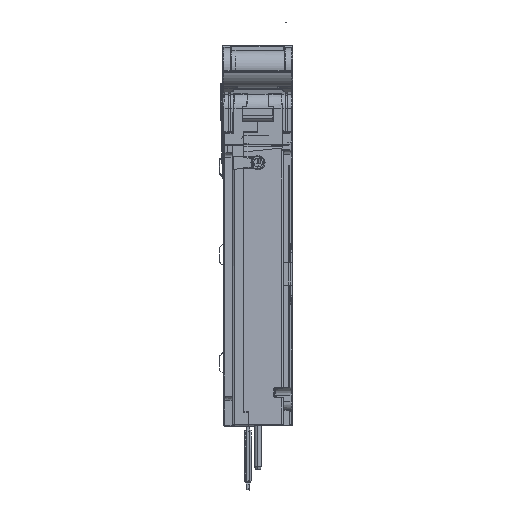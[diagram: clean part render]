
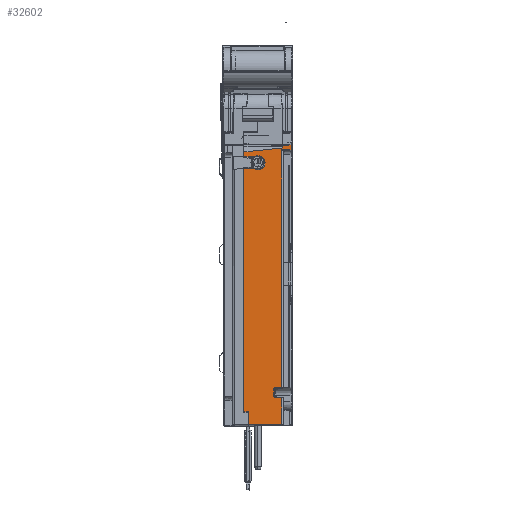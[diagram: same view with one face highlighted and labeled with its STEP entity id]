
A CAD part, left-side view. The second image highlights one B-rep face of the part: STEP entity #32602.
In plain terms, the highlighted planar face has unit normal (-1, -0.009, 0).
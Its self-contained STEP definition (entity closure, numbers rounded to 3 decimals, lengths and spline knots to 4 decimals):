
#29418=CARTESIAN_POINT('',(-1.6091,3.7479,
-5.44));
#29420=DIRECTION('',(-0.009,1.,-0.009));
#29421=VECTOR('',#29420,0.9453);
#29422=CARTESIAN_POINT('',(-1.6009,2.8027,
-5.4317));
#29423=LINE('',#29422,#29421);
#29424=DIRECTION('',(0.,0.,1.));
#29425=VECTOR('',#29424,0.3554);
#29426=CARTESIAN_POINT('',(-1.6091,3.7479,
-5.44));
#29427=LINE('',#29426,#29425);
#29428=DIRECTION('',(-0.009,1.,0.017));
#29429=VECTOR('',#29428,0.1181);
#29430=CARTESIAN_POINT('',(-1.6091,3.7479,
-5.0846));
#29431=LINE('',#29430,#29429);
#29432=DIRECTION('',(0.,0.,1.));
#29433=VECTOR('',#29432,6.8128);
#29434=CARTESIAN_POINT('',(-1.6101,3.866,
-5.0825));
#29435=LINE('',#29434,#29433);
#29436=DIRECTION('',(0.009,-1.,0.025));
#29437=VECTOR('',#29436,0.3991);
#29438=CARTESIAN_POINT('',(-1.6101,3.866,
1.7304));
#29439=LINE('',#29438,#29437);
#29440=CARTESIAN_POINT('',(-1.6067,3.4671,
1.7402));
#29441=CARTESIAN_POINT('',(-1.6064,3.4377,
1.7459));
#29442=CARTESIAN_POINT('',(-1.606,3.3895,
1.7587));
#29443=CARTESIAN_POINT('',(-1.6057,3.3631,
1.7745));
#29444=CARTESIAN_POINT('',(-1.6055,3.3394,
1.8086));
#29445=CARTESIAN_POINT('',(-1.6054,3.3193,
1.8483));
#29446=CARTESIAN_POINT('',(-1.6053,3.3098,
1.8806));
#29447=CARTESIAN_POINT('',(-1.6053,3.3112,
1.9136));
#29448=CARTESIAN_POINT('',(-1.6053,3.3157,
1.9408));
#29449=CARTESIAN_POINT('',(-1.6054,3.3227,
1.9654));
#29450=CARTESIAN_POINT('',(-1.6055,3.3346,
1.9865));
#29451=CARTESIAN_POINT('',(-1.6056,3.3462,
2.0023));
#29452=CARTESIAN_POINT('',(-1.6057,3.3565,
2.0189));
#29453=CARTESIAN_POINT('',(-1.6058,3.3674,
2.0281));
#29454=CARTESIAN_POINT('',(-1.6059,3.3783,
2.0329));
#29455=CARTESIAN_POINT('',(-1.6061,3.4033,
2.0425));
#29456=CARTESIAN_POINT('',(-1.6062,3.4166,
2.0471));
#29457=CARTESIAN_POINT('',(-1.6064,3.4381,
2.0542));
#29458=CARTESIAN_POINT('',(-1.6066,3.4559,
2.0597));
#29459=CARTESIAN_POINT('',(-1.6066,3.4659,
2.0628));
#29461=DIRECTION('',(-0.009,1.,0.025));
#29462=VECTOR('',#29461,0.4002);
#29463=CARTESIAN_POINT('',(-1.6066,3.4659,
2.0628));
#29464=LINE('',#29463,#29462);
#29465=DIRECTION('',(0.,0.,1.));
#29466=VECTOR('',#29465,0.1321);
#29467=CARTESIAN_POINT('',(-1.6101,3.866,
2.0726));
#29468=LINE('',#29467,#29466);
#29469=DIRECTION('',(0.009,-0.995,0.102));
#29470=VECTOR('',#29469,1.0919);
#29471=CARTESIAN_POINT('',(-1.6101,3.866,
2.2047));
#29472=LINE('',#29471,#29470);
#29473=DIRECTION('',(0.,0.,1.));
#29474=VECTOR('',#29473,0.1566);
#29475=CARTESIAN_POINT('',(-1.6007,2.7799,
2.3161));
#29476=LINE('',#29475,#29474);
#29477=DIRECTION('',(0.009,-1.,0.017));
#29478=VECTOR('',#29477,0.2331);
#29479=CARTESIAN_POINT('',(-1.6007,2.7799,
2.4727));
#29480=LINE('',#29479,#29478);
#29481=DIRECTION('',(-0.009,1.,-0.009));
#29482=VECTOR('',#29481,0.2559);
#29483=CARTESIAN_POINT('',(-1.5986,2.5468,
2.2612));
#29484=LINE('',#29483,#29482);
#29485=DIRECTION('',(-0.009,1.,-0.017));
#29486=VECTOR('',#29485,0.1879);
#29487=CARTESIAN_POINT('',(-1.6009,2.8027,
-4.3935));
#29488=LINE('',#29487,#29486);
#29489=DIRECTION('',(0.,0.,1.));
#29490=VECTOR('',#29489,0.2085);
#29491=CARTESIAN_POINT('',(-1.6028,3.0292,
-4.6446));
#29492=LINE('',#29491,#29490);
#29503=CARTESIAN_POINT('',(-1.6025,2.9906,
-4.6839));
#29504=CARTESIAN_POINT('',(-1.6026,2.998,
-4.6835));
#29505=CARTESIAN_POINT('',(-1.6027,3.0107,
-4.6801));
#29506=CARTESIAN_POINT('',(-1.6028,3.0256,
-4.6646));
#29507=CARTESIAN_POINT('',(-1.6028,3.0289,
-4.6519));
#29508=CARTESIAN_POINT('',(-1.6028,3.0292,
-4.6446));
#29547=DIRECTION('',(-0.009,1.,0.017));
#29548=VECTOR('',#29547,0.1879);
#29549=CARTESIAN_POINT('',(-1.6009,2.8027,
-4.6872));
#29550=LINE('',#29549,#29548);
#29598=DIRECTION('',(0.,0.,1.));
#29599=VECTOR('',#29598,0.7445);
#29600=CARTESIAN_POINT('',(-1.6009,2.8027,
-5.4317));
#29601=LINE('',#29600,#29599);
#30117=CARTESIAN_POINT('',(-1.6028,3.0292,
-4.4361));
#30118=CARTESIAN_POINT('',(-1.6028,3.029,
-4.4287));
#30119=CARTESIAN_POINT('',(-1.6028,3.0257,
-4.4159));
#30120=CARTESIAN_POINT('',(-1.6027,3.0105,
-4.4007));
#30121=CARTESIAN_POINT('',(-1.6026,2.9979,
-4.3972));
#30122=CARTESIAN_POINT('',(-1.6025,2.9906,
-4.3967));
#30210=DIRECTION('',(0.,0.,1.));
#30211=VECTOR('',#30210,6.6525);
#30212=CARTESIAN_POINT('',(-1.6009,2.8027,
-4.3935));
#30213=LINE('',#30212,#30211);
#30892=DIRECTION('',(0.,0.,1.));
#30893=VECTOR('',#30892,0.2155);
#30894=CARTESIAN_POINT('',(-1.5986,2.5468,
2.2612));
#30895=LINE('',#30894,#30893);
#31425=VERTEX_POINT('',#29418);
#31426=CARTESIAN_POINT('',(-1.6091,3.7479,
-5.0846));
#31427=VERTEX_POINT('',#31426);
#31428=CARTESIAN_POINT('',(-1.6101,3.866,
-5.0825));
#31429=VERTEX_POINT('',#31428);
#31430=CARTESIAN_POINT('',(-1.6101,3.866,
1.7304));
#31431=VERTEX_POINT('',#31430);
#31432=VERTEX_POINT('',#29440);
#31433=VERTEX_POINT('',#29459);
#31434=CARTESIAN_POINT('',(-1.6101,3.866,
2.0726));
#31435=VERTEX_POINT('',#31434);
#31436=CARTESIAN_POINT('',(-1.6101,3.866,
2.2047));
#31437=VERTEX_POINT('',#31436);
#31438=CARTESIAN_POINT('',(-1.6007,2.7799,
2.3161));
#31439=CARTESIAN_POINT('',(-1.6007,2.7799,
2.4727));
#31440=VERTEX_POINT('',#31438);
#31441=VERTEX_POINT('',#31439);
#31654=CARTESIAN_POINT('',(-1.6009,2.8027,
-5.4317));
#31655=VERTEX_POINT('',#31654);
#31656=CARTESIAN_POINT('',(-1.6028,3.0292,
-4.6446));
#31657=CARTESIAN_POINT('',(-1.6028,3.0292,
-4.4361));
#31658=VERTEX_POINT('',#31656);
#31659=VERTEX_POINT('',#31657);
#31660=VERTEX_POINT('',#29503);
#31661=CARTESIAN_POINT('',(-1.6009,2.8027,
-4.6872));
#31662=VERTEX_POINT('',#31661);
#31663=CARTESIAN_POINT('',(-1.5986,2.5468,
2.4767));
#31664=VERTEX_POINT('',#31663);
#31665=CARTESIAN_POINT('',(-1.5986,2.5468,
2.2612));
#31666=VERTEX_POINT('',#31665);
#31667=CARTESIAN_POINT('',(-1.6009,2.8027,
2.259));
#31668=VERTEX_POINT('',#31667);
#31669=CARTESIAN_POINT('',(-1.6009,2.8027,
-4.3935));
#31670=VERTEX_POINT('',#31669);
#31671=CARTESIAN_POINT('',(-1.6025,2.9906,
-4.3967));
#31672=VERTEX_POINT('',#31671);
#32556=CARTESIAN_POINT('',(-1.6101,3.866,
-5.5136));
#32557=DIRECTION('',(-1.,-0.009,0.));
#32558=DIRECTION('',(0.,0.,1.));
#32559=AXIS2_PLACEMENT_3D('',#32556,#32557,#32558);
#32560=PLANE('',#32559);
#32562=ORIENTED_EDGE('',*,*,#32561,.F.);
#32564=ORIENTED_EDGE('',*,*,#32563,.F.);
#32566=ORIENTED_EDGE('',*,*,#32565,.F.);
#32568=ORIENTED_EDGE('',*,*,#32567,.F.);
#32569=ORIENTED_EDGE('',*,*,#32544,.T.);
#32571=ORIENTED_EDGE('',*,*,#32570,.T.);
#32573=ORIENTED_EDGE('',*,*,#32572,.T.);
#32575=ORIENTED_EDGE('',*,*,#32574,.T.);
#32577=ORIENTED_EDGE('',*,*,#32576,.T.);
#32579=ORIENTED_EDGE('',*,*,#32578,.T.);
#32581=ORIENTED_EDGE('',*,*,#32580,.T.);
#32583=ORIENTED_EDGE('',*,*,#32582,.T.);
#32585=ORIENTED_EDGE('',*,*,#32584,.T.);
#32587=ORIENTED_EDGE('',*,*,#32586,.T.);
#32589=ORIENTED_EDGE('',*,*,#32588,.T.);
#32591=ORIENTED_EDGE('',*,*,#32590,.F.);
#32593=ORIENTED_EDGE('',*,*,#32592,.T.);
#32595=ORIENTED_EDGE('',*,*,#32594,.F.);
#32597=ORIENTED_EDGE('',*,*,#32596,.T.);
#32599=ORIENTED_EDGE('',*,*,#32598,.F.);
#32600=EDGE_LOOP('',(#32562,#32564,#32566,#32568,#32569,#32571,#32573,#32575,
#32577,#32579,#32581,#32583,#32585,#32587,#32589,#32591,#32593,#32595,#32597,
#32599));
#32601=FACE_OUTER_BOUND('',#32600,.F.);
#29460=B_SPLINE_CURVE_WITH_KNOTS('',3,(#29440,#29441,#29442,#29443,#29444,
#29445,#29446,#29447,#29448,#29449,#29450,#29451,#29452,#29453,#29454,#29455,
#29456,#29457,#29458,#29459),.UNSPECIFIED.,.F.,.F.,(4,1,1,1,1,1,1,1,1,1,1,1,1,1,
1,1,1,4),(0.,0.0588,0.1176,0.1765,
0.2353,0.2941,0.3529,0.4118,
0.4706,0.5294,0.5882,0.6471,
0.7059,0.7647,0.8235,0.8824,
0.9412,1.),.UNSPECIFIED.);
#29509=B_SPLINE_CURVE_WITH_KNOTS('',3,(#29503,#29504,#29505,#29506,#29507,
#29508),.UNSPECIFIED.,.F.,.F.,(4,1,1,4),(0.,0.3333,
0.6667,1.),.UNSPECIFIED.);
#30123=B_SPLINE_CURVE_WITH_KNOTS('',3,(#30117,#30118,#30119,#30120,#30121,
#30122),.UNSPECIFIED.,.F.,.F.,(4,1,1,4),(0.,0.3333,
0.6667,1.),.UNSPECIFIED.);
#32544=EDGE_CURVE('',#31655,#31425,#29423,.T.);
#32561=EDGE_CURVE('',#31658,#31659,#29492,.T.);
#32563=EDGE_CURVE('',#31660,#31658,#29509,.T.);
#32565=EDGE_CURVE('',#31662,#31660,#29550,.T.);
#32567=EDGE_CURVE('',#31655,#31662,#29601,.T.);
#32570=EDGE_CURVE('',#31425,#31427,#29427,.T.);
#32572=EDGE_CURVE('',#31427,#31429,#29431,.T.);
#32574=EDGE_CURVE('',#31429,#31431,#29435,.T.);
#32576=EDGE_CURVE('',#31431,#31432,#29439,.T.);
#32578=EDGE_CURVE('',#31432,#31433,#29460,.T.);
#32580=EDGE_CURVE('',#31433,#31435,#29464,.T.);
#32582=EDGE_CURVE('',#31435,#31437,#29468,.T.);
#32584=EDGE_CURVE('',#31437,#31440,#29472,.T.);
#32586=EDGE_CURVE('',#31440,#31441,#29476,.T.);
#32588=EDGE_CURVE('',#31441,#31664,#29480,.T.);
#32590=EDGE_CURVE('',#31666,#31664,#30895,.T.);
#32592=EDGE_CURVE('',#31666,#31668,#29484,.T.);
#32594=EDGE_CURVE('',#31670,#31668,#30213,.T.);
#32596=EDGE_CURVE('',#31670,#31672,#29488,.T.);
#32598=EDGE_CURVE('',#31659,#31672,#30123,.T.);
#32602=ADVANCED_FACE('',(#32601),#32560,.T.);
